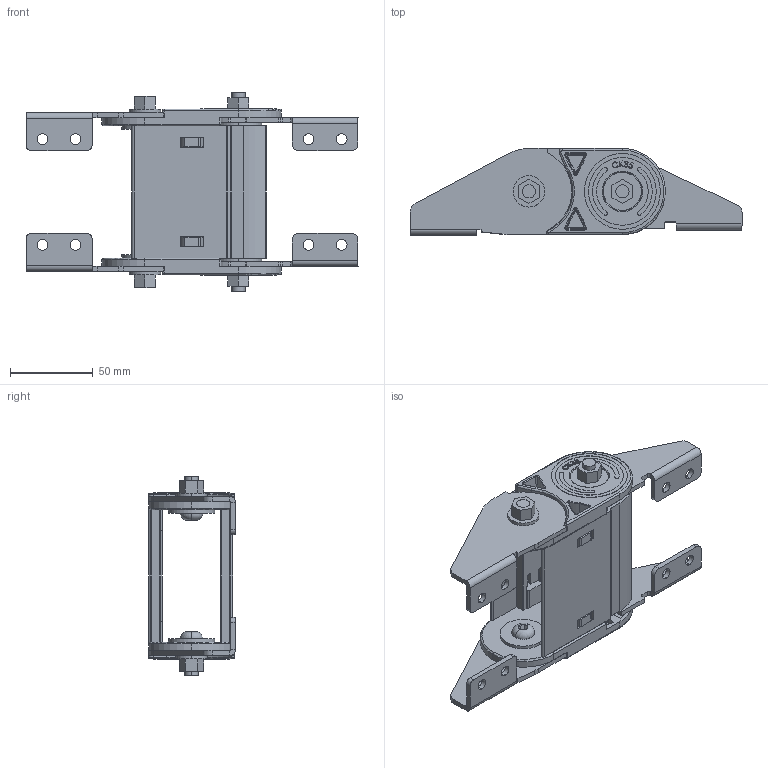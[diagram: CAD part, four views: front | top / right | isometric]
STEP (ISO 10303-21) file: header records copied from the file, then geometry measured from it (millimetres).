
FILE_DESCRIPTION (( 'STEP AP214' ), '1' );
FILE_NAME ('CK35-K080-METAL AYAK.STEP', '2019-09-16T12:01:56', ( '' ), ( '' ), 'SwSTEP 2.0', 'SolidWorks 2017', '' );
FILE_SCHEMA (( 'AUTOMOTIVE_DESIGN' ));
Length unit declared in the file: millimetre
Products named in the file (1): CK35-K080-METAL AYAK
Bounding box: 201.02 x 52.57 x 120.2 mm (x, y, z)
Volume: 137854.4 mm3; surface area: 109529.9 mm2
Topology: 24 solids, 24 shells, 1218 faces, 3066 edges, 1940 vertices
Faces by surface type: plane 566, cylinder 432, torus 112, bspline 76, cone 28, sphere 4
Entity records: 50238 total; most frequent: CARTESIAN_POINT 20768, ORIENTED_EDGE 6100, DIRECTION 5990, EDGE_CURVE 3050, AXIS2_PLACEMENT_3D 2113, VERTEX_POINT 1940, LINE 1764, VECTOR 1764
